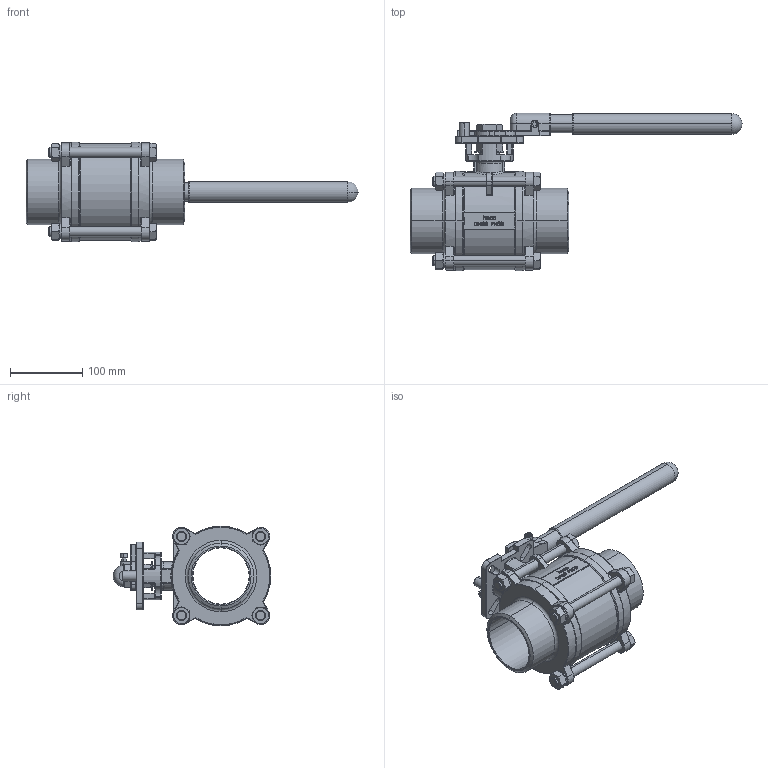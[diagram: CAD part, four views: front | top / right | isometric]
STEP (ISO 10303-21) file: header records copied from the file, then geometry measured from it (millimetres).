
FILE_DESCRIPTION (( 'STEP AP214' ), '1' );
FILE_NAME ('K3-300-0SS-4 Kugelhahn heco.STEP', '2018-07-11T08:43:31', ( '' ), ( '' ), 'SwSTEP 2.0', 'SolidWorks 2016', '' );
FILE_SCHEMA (( 'AUTOMOTIVE_DESIGN' ));
Length unit declared in the file: millimetre
Products named in the file (1): K3-300-0SS-4 Kugelhahn heco
Bounding box: 460 x 218.5 x 138 mm (x, y, z)
Volume: 1803671.5 mm3; surface area: 291048.9 mm2
Topology: 1 solids, 2 shells, 1723 faces, 4179 edges, 2479 vertices
Faces by surface type: plane 489, cylinder 425, bspline 371, torus 250, cone 131, sphere 57
Entity records: 71871 total; most frequent: CARTESIAN_POINT 30078, ORIENTED_EDGE 8238, DIRECTION 7371, EDGE_CURVE 4119, AXIS2_PLACEMENT_3D 2859, VERTEX_POINT 2477, EDGE_LOOP 1830, ADVANCED_FACE 1723
